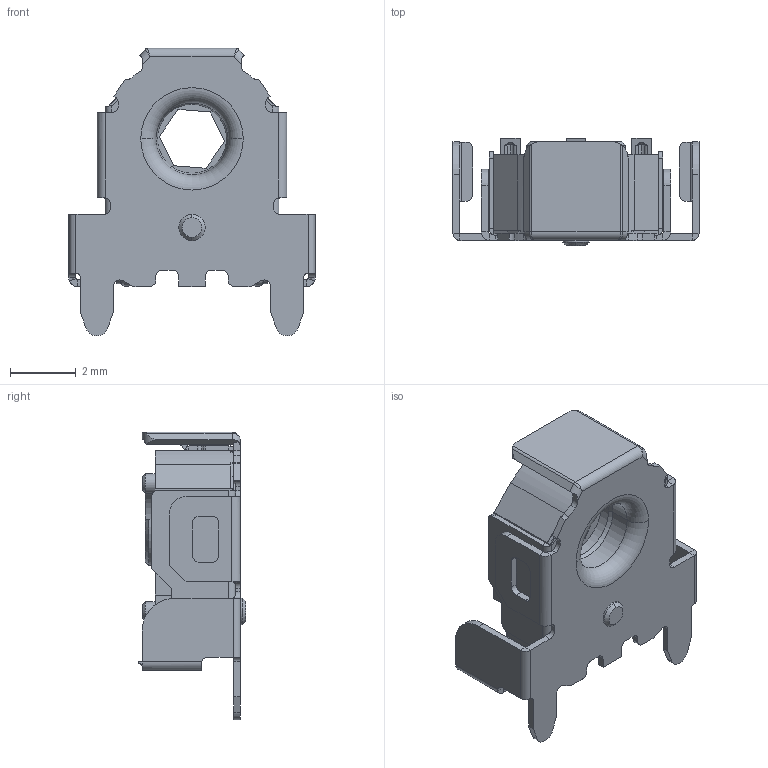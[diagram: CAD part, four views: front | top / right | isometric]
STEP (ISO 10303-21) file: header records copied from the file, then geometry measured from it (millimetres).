
FILE_DESCRIPTION(('STEP AP214'),'1');
FILE_NAME('EC05E1220202.stp','2016-05-23T09:13:48',('TraceParts'),('TraceParts S.A.'),'Spatial InterOp 3D',' ',' ');
FILE_SCHEMA(('automotive_design'));
Length unit declared in the file: millimetre
Products named in the file (1): EC05E1220202
Bounding box: 7.5 x 3.27 x 8.76 mm (x, y, z)
Volume: 70.9 mm3; surface area: 242.4 mm2
Topology: 1 solids, 1 shells, 558 faces, 1469 edges, 910 vertices
Faces by surface type: plane 262, cylinder 205, bspline 67, cone 18, revolution 4, torus 2
Entity records: 22702 total; most frequent: CARTESIAN_POINT 4743, ORIENTED_EDGE 2910, DIRECTION 2740, EDGE_CURVE 1455, AXIS2_PLACEMENT_3D 950, VERTEX_POINT 910, LINE 836, VECTOR 836
